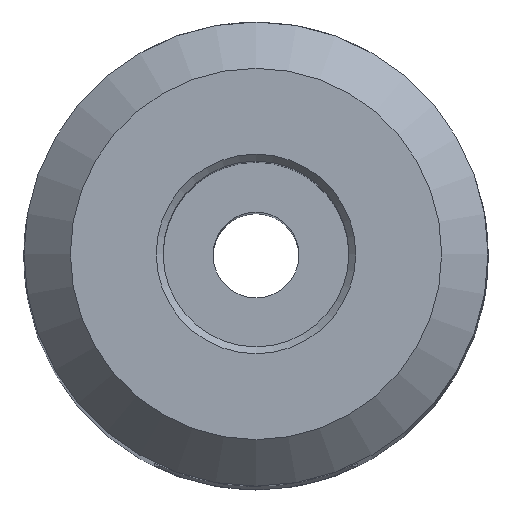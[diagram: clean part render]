
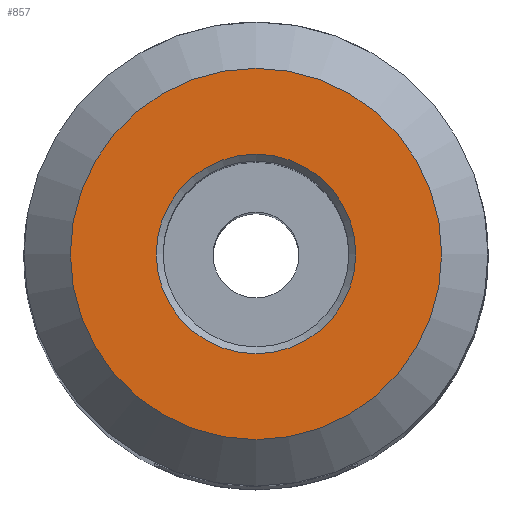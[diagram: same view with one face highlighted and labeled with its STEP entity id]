
A CAD part, top view. The second image highlights one B-rep face of the part: STEP entity #857.
In plain terms, the highlighted planar face has unit normal (0, 0, 1).
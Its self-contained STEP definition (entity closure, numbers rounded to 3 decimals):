
#81 = DIRECTION ( 'NONE',  ( 0., 0., 1. ) ) ;
#87 = AXIS2_PLACEMENT_3D ( 'NONE', #1303, #459, #1547 ) ;
#89 = PLANE ( 'NONE',  #896 ) ;
#174 = CIRCLE ( 'NONE', #87, 8. ) ;
#215 = DIRECTION ( 'NONE',  ( 1., 0., 0. ) ) ;
#343 = DIRECTION ( 'NONE',  ( 0., 0., -1. ) ) ;
#349 = EDGE_LOOP ( 'NONE', ( #1413 ) ) ;
#459 = DIRECTION ( 'NONE',  ( 0., 0., 1. ) ) ;
#484 = FACE_BOUND ( 'NONE', #349, .T. ) ;
#492 = CARTESIAN_POINT ( 'NONE',  ( 0., 0., 100. ) ) ;
#499 = VERTEX_POINT ( 'NONE', #1416 ) ;
#551 = ORIENTED_EDGE ( 'NONE', *, *, #860, .T. ) ;
#857 = ADVANCED_FACE ( 'NONE', ( #484, #1687 ), #89, .T. ) ;
#860 = EDGE_CURVE ( 'NONE', #499, #499, #174, .T. ) ;
#896 = AXIS2_PLACEMENT_3D ( 'NONE', #492, #81, #1171 ) ;
#1034 = EDGE_CURVE ( 'NONE', #1556, #1556, #1431, .T. ) ;
#1133 = AXIS2_PLACEMENT_3D ( 'NONE', #1138, #343, #215 ) ;
#1138 = CARTESIAN_POINT ( 'NONE',  ( 0., 0., 100. ) ) ;
#1149 = CARTESIAN_POINT ( 'NONE',  ( 4.3, 0., 100. ) ) ;
#1171 = DIRECTION ( 'NONE',  ( 1., 0., 0. ) ) ;
#1303 = CARTESIAN_POINT ( 'NONE',  ( 0., 0., 100. ) ) ;
#1413 = ORIENTED_EDGE ( 'NONE', *, *, #1034, .T. ) ;
#1416 = CARTESIAN_POINT ( 'NONE',  ( 8., 0., 100. ) ) ;
#1431 = CIRCLE ( 'NONE', #1133, 4.3 ) ;
#1547 = DIRECTION ( 'NONE',  ( 1., 0., 0. ) ) ;
#1556 = VERTEX_POINT ( 'NONE', #1149 ) ;
#1558 = EDGE_LOOP ( 'NONE', ( #551 ) ) ;
#1687 = FACE_OUTER_BOUND ( 'NONE', #1558, .T. ) ;
